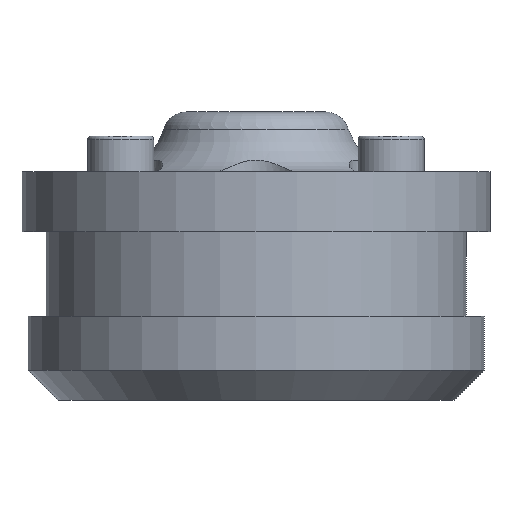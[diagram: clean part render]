
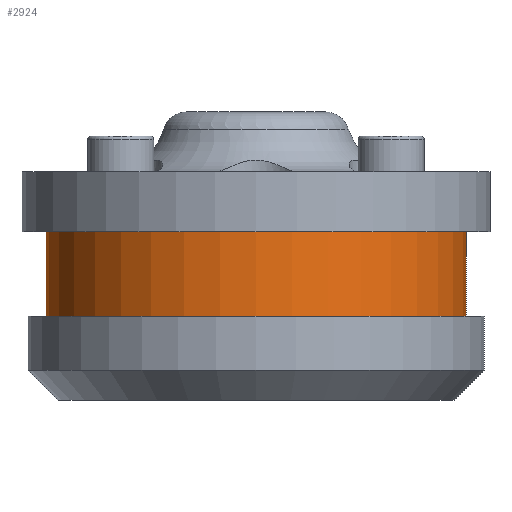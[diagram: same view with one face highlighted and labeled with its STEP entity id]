
A CAD part, front view. The second image highlights one B-rep face of the part: STEP entity #2924.
In plain terms, the highlighted cylindrical face has radius 17.5 mm (diameter 35 mm), a full revolution.
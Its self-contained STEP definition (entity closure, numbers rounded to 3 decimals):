
#548=FACE_BOUND('',#903,.T.);
#702=FACE_OUTER_BOUND('',#902,.T.);
#902=EDGE_LOOP('',(#2285));
#903=EDGE_LOOP('',(#2286));
#1084=CIRCLE('',#3036,17.5);
#1183=CIRCLE('',#3204,17.5);
#1291=VERTEX_POINT('',#4393);
#1417=VERTEX_POINT('',#4927);
#1573=EDGE_CURVE('',#1291,#1291,#1084,.T.);
#1756=EDGE_CURVE('',#1417,#1417,#1183,.T.);
#2285=ORIENTED_EDGE('',*,*,#1573,.T.);
#2286=ORIENTED_EDGE('',*,*,#1756,.F.);
#2798=CYLINDRICAL_SURFACE('',#3203,17.5);
#2924=ADVANCED_FACE('',(#702,#548),#2798,.T.);
#3036=AXIS2_PLACEMENT_3D('',#4394,#3435,#3436);
#3203=AXIS2_PLACEMENT_3D('',#4926,#3847,#3848);
#3204=AXIS2_PLACEMENT_3D('',#4928,#3849,#3850);
#3435=DIRECTION('center_axis',(0.,0.,1.));
#3436=DIRECTION('ref_axis',(-1.,0.,0.));
#3847=DIRECTION('center_axis',(0.,0.,1.));
#3848=DIRECTION('ref_axis',(-1.,0.,0.));
#3849=DIRECTION('center_axis',(0.,0.,1.));
#3850=DIRECTION('ref_axis',(-1.,0.,0.));
#4393=CARTESIAN_POINT('',(17.5,0.,7.));
#4394=CARTESIAN_POINT('Origin',(0.,0.,7.));
#4926=CARTESIAN_POINT('Origin',(0.,0.,0.));
#4927=CARTESIAN_POINT('',(17.5,0.,14.));
#4928=CARTESIAN_POINT('Origin',(0.,0.,14.));
